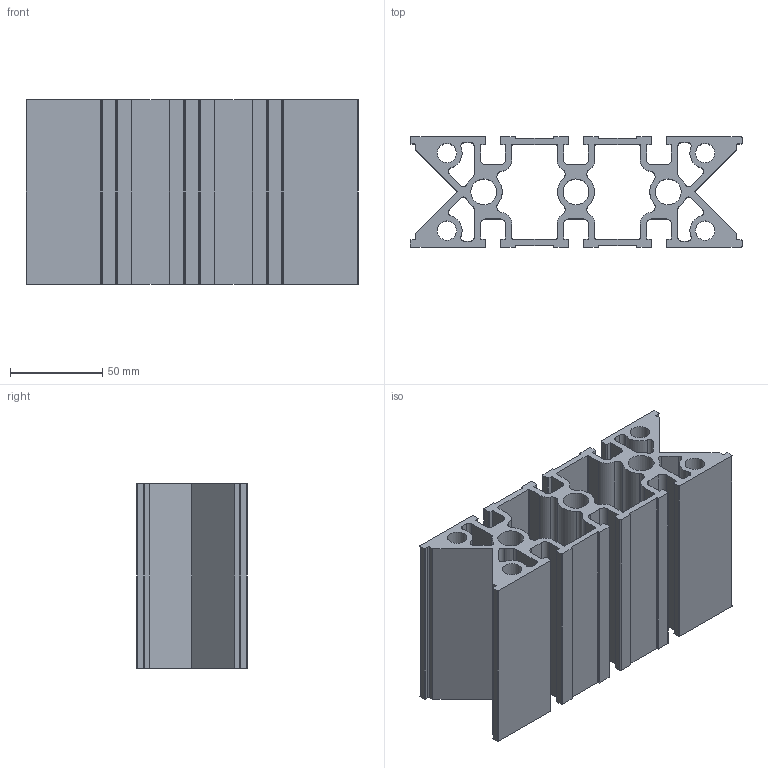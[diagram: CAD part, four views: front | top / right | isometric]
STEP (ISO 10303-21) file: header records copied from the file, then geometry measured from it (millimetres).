
FILE_DESCRIPTION(/* description */ ('PROF.GUIDA - CON GUIDA A V 90°'),/* implementation_level */ '2;1');
FILE_NAME(/* name */ 'BPRGD0000026.stp',/* time_stamp */ '2022-07-29T10:44:02+02:00',/* author */ ('tecnico3.vi'),/* organization */ (''),/* preprocessor_version */ 'ST-DEVELOPER v18.1',/* originating_system */ 'Autodesk Inventor 2022',/* authorisation */ '');
FILE_SCHEMA (('AUTOMOTIVE_DESIGN { 1 0 10303 214 3 1 1 }'));
Length unit declared in the file: millimetre
Products named in the file (1): BPRGD0000026
Bounding box: 180 x 60 x 100 mm (x, y, z)
Volume: 365405.5 mm3; surface area: 168525.7 mm2
Topology: 1 solids, 1 shells, 231 faces, 687 edges, 458 vertices
Faces by surface type: cylinder 123, plane 108
Full cylindrical faces by diameter (mm): 10.52 x4, 14 x3
Entity records: 7922 total; most frequent: DIRECTION 1397, CARTESIAN_POINT 1377, ORIENTED_EDGE 1374, EDGE_CURVE 687, AXIS2_PLACEMENT_3D 478, VERTEX_POINT 458, LINE 441, VECTOR 441
